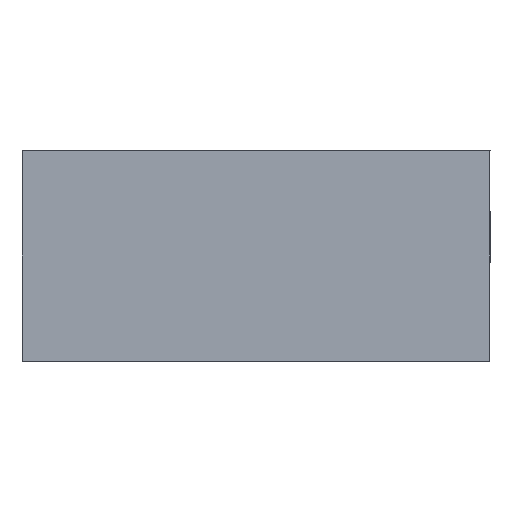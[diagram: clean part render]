
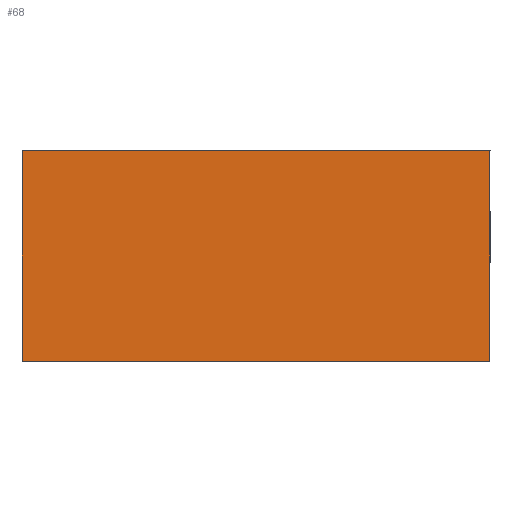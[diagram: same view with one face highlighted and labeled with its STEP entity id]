
A CAD part, left-side view. The second image highlights one B-rep face of the part: STEP entity #68.
In plain terms, the highlighted planar face has unit normal (-1, 0, 0).
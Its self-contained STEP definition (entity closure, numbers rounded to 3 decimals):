
#68=ADVANCED_FACE('',(#144),#145,.T.);
#144=FACE_OUTER_BOUND('',#225,.T.);
#145=PLANE('',#226);
#225=EDGE_LOOP('',(#353,#354,#355,#356));
#226=AXIS2_PLACEMENT_3D('',#357,#358,#359);
#353=ORIENTED_EDGE('',*,*,#509,.F.);
#354=ORIENTED_EDGE('',*,*,#531,.F.);
#355=ORIENTED_EDGE('',*,*,#523,.T.);
#356=ORIENTED_EDGE('',*,*,#532,.T.);
#357=CARTESIAN_POINT('',(0.0,50.0,0.0));
#358=DIRECTION('',(-1.0,0.,0.0));
#359=DIRECTION('',(0.,-1.0,0.0));
#509=EDGE_CURVE('',#610,#612,#613,.T.);
#523=EDGE_CURVE('',#629,#633,#635,.T.);
#531=EDGE_CURVE('',#629,#610,#643,.T.);
#532=EDGE_CURVE('',#633,#612,#644,.T.);
#610=VERTEX_POINT('',#753);
#612=VERTEX_POINT('',#756);
#613=LINE('',#757,#758);
#629=VERTEX_POINT('',#781);
#633=VERTEX_POINT('',#787);
#635=LINE('',#790,#791);
#643=LINE('',#803,#804);
#644=LINE('',#805,#806);
#753=CARTESIAN_POINT('',(0.,100.0,45.0));
#756=CARTESIAN_POINT('',(0.,0.0,45.0));
#757=CARTESIAN_POINT('',(0.0,50.0,45.0));
#758=VECTOR('',#896,1.0);
#781=CARTESIAN_POINT('',(0.,100.0,0.0));
#787=CARTESIAN_POINT('',(0.,0.0,0.0));
#790=CARTESIAN_POINT('',(0.0,50.0,0.0));
#791=VECTOR('',#907,1.0);
#803=CARTESIAN_POINT('',(0.,100.0,0.0));
#804=VECTOR('',#912,1.0);
#805=CARTESIAN_POINT('',(0.,0.0,0.0));
#806=VECTOR('',#913,1.0);
#896=DIRECTION('',(0.,-1.0,0.0));
#907=DIRECTION('',(0.,-1.0,0.0));
#912=DIRECTION('',(0.0,0.0,1.0));
#913=DIRECTION('',(0.0,0.0,1.0));
